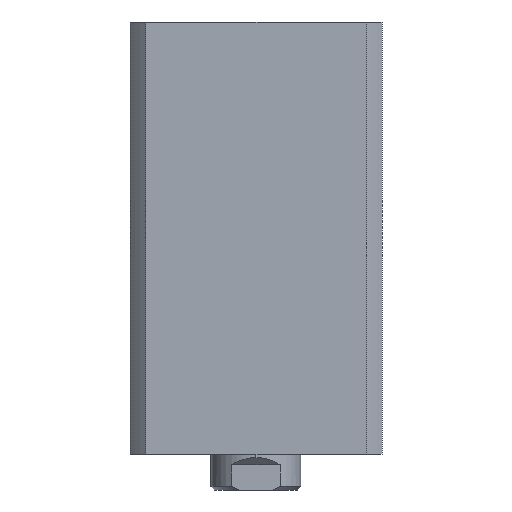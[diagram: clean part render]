
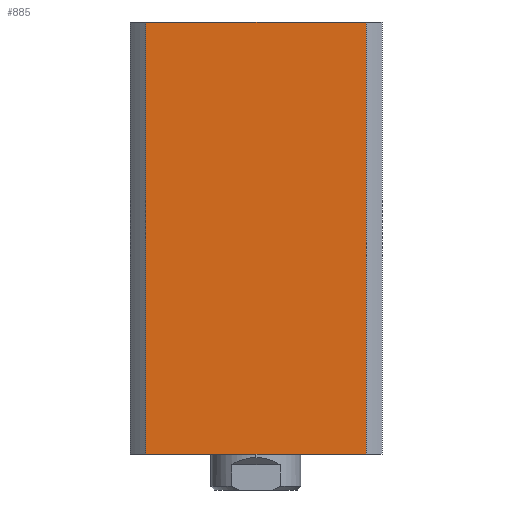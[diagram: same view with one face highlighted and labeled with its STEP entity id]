
A CAD part, left-side view. The second image highlights one B-rep face of the part: STEP entity #885.
In plain terms, the highlighted planar face has unit normal (-1, 0, 0).
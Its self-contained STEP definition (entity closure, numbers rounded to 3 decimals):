
#34 = ORIENTED_EDGE ( 'NONE', *, *, #3064, .F. ) ;
#200 = ORIENTED_EDGE ( 'NONE', *, *, #3067, .T. ) ;
#223 = VERTEX_POINT ( 'NONE', #501 ) ;
#326 = DIRECTION ( 'NONE',  ( 0., 0., -1. ) ) ;
#328 = DIRECTION ( 'NONE',  ( 1., 0., 0. ) ) ;
#332 = PLANE ( 'NONE',  #3292 ) ;
#339 = CARTESIAN_POINT ( 'NONE',  ( -35., 0., 120. ) ) ;
#501 = CARTESIAN_POINT ( 'NONE',  ( -35., 30.615, 0. ) ) ;
#571 = ORIENTED_EDGE ( 'NONE', *, *, #3063, .F. ) ;
#816 = EDGE_LOOP ( 'NONE', ( #1112, #34, #571, #200 ) ) ;
#885 = ADVANCED_FACE ( 'NONE', ( #2217 ), #332, .F. ) ;
#1112 = ORIENTED_EDGE ( 'NONE', *, *, #3065, .T. ) ;
#1128 = VERTEX_POINT ( 'NONE', #1270 ) ;
#1270 = CARTESIAN_POINT ( 'NONE',  ( -35., 30.615, 120. ) ) ;
#1309 = CARTESIAN_POINT ( 'NONE',  ( -35., -30.615, 120. ) ) ;
#1563 = DIRECTION ( 'NONE',  ( 0., -1., 0. ) ) ;
#1564 = DIRECTION ( 'NONE',  ( 0., 0., -1. ) ) ;
#1565 = CARTESIAN_POINT ( 'NONE',  ( -35., 0., 120. ) ) ;
#1569 = CARTESIAN_POINT ( 'NONE',  ( -35., -30.615, 120. ) ) ;
#1570 = DIRECTION ( 'NONE',  ( 0., 0., -1. ) ) ;
#1571 = CARTESIAN_POINT ( 'NONE',  ( -35., 0., 0. ) ) ;
#1572 = CARTESIAN_POINT ( 'NONE',  ( -35., 30.615, 120. ) ) ;
#1573 = DIRECTION ( 'NONE',  ( 0., -1., 0. ) ) ;
#1999 = CARTESIAN_POINT ( 'NONE',  ( -35., -30.615, 0. ) ) ;
#2157 = VERTEX_POINT ( 'NONE', #1309 ) ;
#2217 = FACE_OUTER_BOUND ( 'NONE', #816, .T. ) ;
#2496 = LINE ( 'NONE', #1565, #2500 ) ;
#2499 = LINE ( 'NONE', #1569, #2502 ) ;
#2500 = VECTOR ( 'NONE', #1563, 1000. ) ;
#2501 = LINE ( 'NONE', #1571, #2504 ) ;
#2502 = VECTOR ( 'NONE', #1570, 1000. ) ;
#2504 = VECTOR ( 'NONE', #1573, 1000. ) ;
#2505 = LINE ( 'NONE', #1572, #2507 ) ;
#2507 = VECTOR ( 'NONE', #1564, 1000. ) ;
#3063 = EDGE_CURVE ( 'NONE', #1128, #2157, #2496, .T. ) ;
#3064 = EDGE_CURVE ( 'NONE', #2157, #3277, #2499, .T. ) ;
#3065 = EDGE_CURVE ( 'NONE', #223, #3277, #2501, .T. ) ;
#3067 = EDGE_CURVE ( 'NONE', #1128, #223, #2505, .T. ) ;
#3277 = VERTEX_POINT ( 'NONE', #1999 ) ;
#3292 = AXIS2_PLACEMENT_3D ( 'NONE', #339, #328, #326 ) ;
